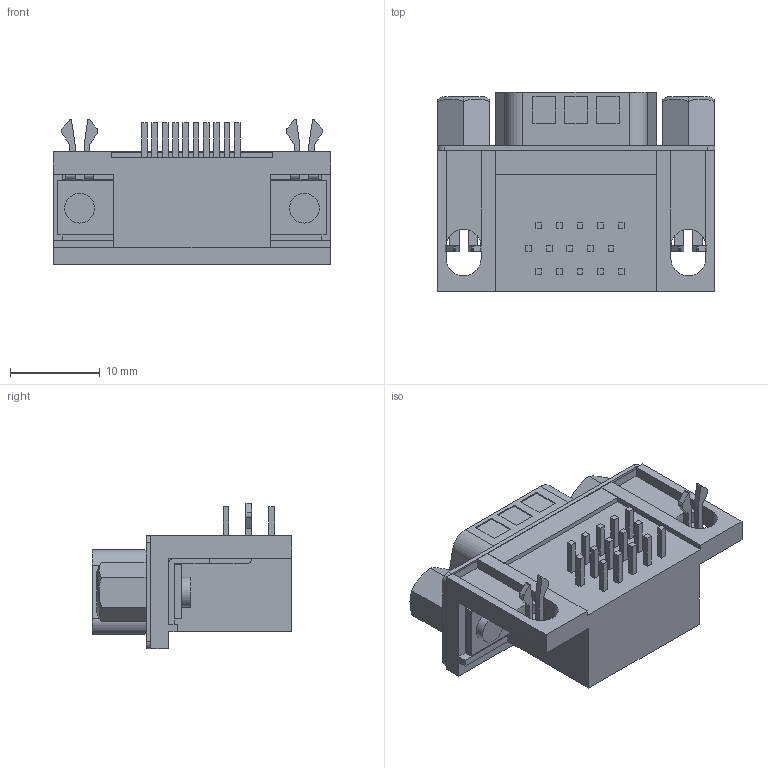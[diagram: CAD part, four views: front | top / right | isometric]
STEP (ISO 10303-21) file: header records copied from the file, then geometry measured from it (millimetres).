
FILE_DESCRIPTION (( 'STEP AP203' ), '1' );
FILE_NAME ('SDH15P-RA-PC.STEP', '2011-05-04T20:57:32', ( 'x' ), ( 'Microsoft' ), 'SwSTEP 2.0', 'SolidWorks 2010', '' );
FILE_SCHEMA (( 'CONFIG_CONTROL_DESIGN' ));
Length unit declared in the file: inch
Products named in the file (1): SDH15P-RA-PC
Bounding box: 30.81 x 22.21 x 16.15 mm (x, y, z)
Volume: 4301 mm3; surface area: 3861.5 mm2
Topology: 1 solids, 3 shells, 361 faces, 922 edges, 608 vertices
Faces by surface type: plane 252, cylinder 90, bspline 15, torus 4
Entity records: 13700 total; most frequent: CARTESIAN_POINT 4802, ORIENTED_EDGE 1844, DIRECTION 1742, EDGE_CURVE 922, LINE 704, VECTOR 704, VERTEX_POINT 608, AXIS2_PLACEMENT_3D 519
